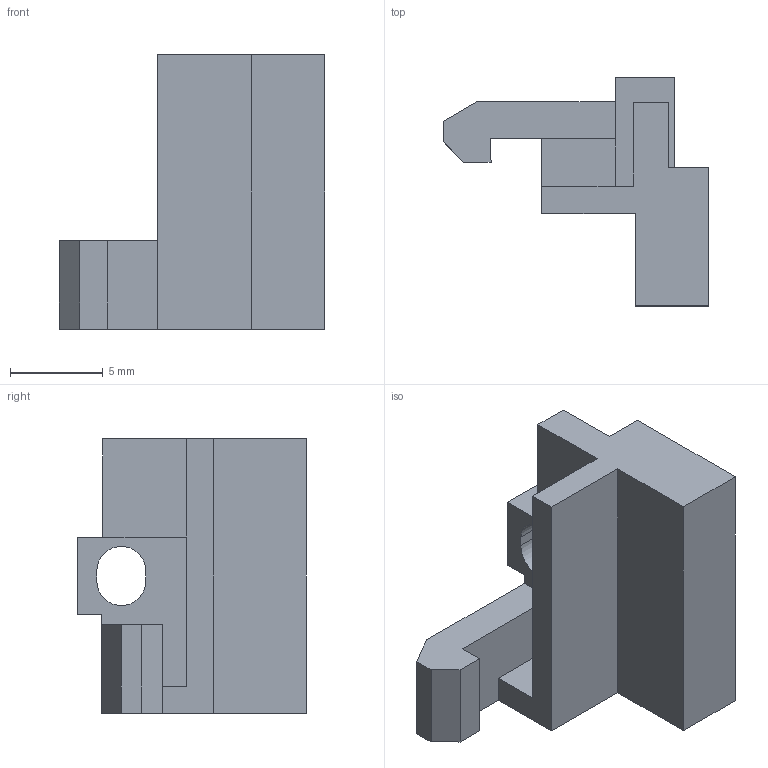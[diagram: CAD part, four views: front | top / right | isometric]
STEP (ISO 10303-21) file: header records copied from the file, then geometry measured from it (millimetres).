
FILE_DESCRIPTION(/* description */ (''),/* implementation_level */ '2;1');
FILE_NAME(/* name */ '100123088ugm000_b.stp',/* time_stamp */ '2014-11-03T08:25:32+01:00',/* author */ (''),/* organization */ (''),/* preprocessor_version */ 'ST-DEVELOPER v15',/* originating_system */ 'SIEMENS PLM Software NX 8.5',/* authorisation */ '');
FILE_SCHEMA (('AUTOMOTIVE_DESIGN { 1 0 10303 214 3 1 1 1 }'));
Length unit declared in the file: millimetre
Products named in the file (1): 100123088ugm000_b
Bounding box: 14.3 x 12.3 x 14.75 mm (x, y, z)
Volume: 794.5 mm3; surface area: 865.5 mm2
Topology: 1 solids, 1 shells, 31 faces, 87 edges, 60 vertices
Faces by surface type: plane 29, cylinder 2
Entity records: 1036 total; most frequent: CARTESIAN_POINT 179, ORIENTED_EDGE 174, DIRECTION 155, EDGE_CURVE 87, LINE 83, VECTOR 83, VERTEX_POINT 58, AXIS2_PLACEMENT_3D 36
